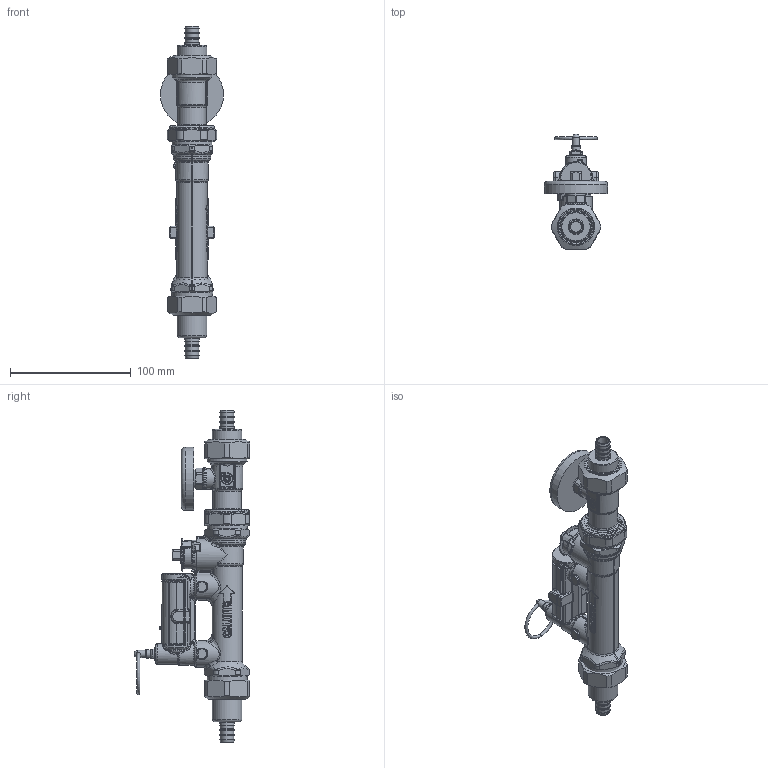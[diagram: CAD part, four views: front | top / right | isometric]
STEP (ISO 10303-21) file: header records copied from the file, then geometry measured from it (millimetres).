
FILE_DESCRIPTION(/* description */ (''),/* implementation_level */ '2;1');
FILE_NAME(/* name */ '132435AFC.stp',/* time_stamp */ '2025-07-16T10:58:53-05:00',/* author */ ('ischreiner'),/* organization */ (''),/* preprocessor_version */ 'ST-DEVELOPER v20',/* originating_system */ 'Autodesk Inventor 2025',/* authorisation */ '');
FILE_SCHEMA (('AUTOMOTIVE_DESIGN { 1 0 10303 214 3 1 1 }'));
Length unit declared in the file: inch
Products named in the file (6):  132435AFC; 132637 - TST; F61008 - 1 inch union nut; F0002151 PEX crimp 0.5 tailpiece; F0015057 PEX crimp 0.5  tailpiece for check; NA10358_Simplify_1
Assembly tree (6 placements, depth 2):
   132435AFC
    132637 - TST
    F61008 - 1 inch union nut  x2
    F0002151 PEX crimp 0.5 tailpiece
    F0015057 PEX crimp 0.5  tailpiece for check
    NA10358_Simplify_1
Bounding box: 52.32 x 95.91 x 274.89 mm (x, y, z)
Volume: 251644.6 mm3; surface area: 74534 mm2
Topology: 12 solids, 12 shells, 2345 faces, 5464 edges, 3071 vertices
Faces by surface type: bspline 1052, cylinder 546, plane 358, sphere 145, torus 136, cone 108
Full cylindrical faces by diameter (mm): 2.5 x1, 3 x1, 3.1 x1, 3.3 x1, 4.1 x1, 4.2 x1, 6 x2, 7 x1, 9.017 x3, 11.176 x7, 11.227 x1, 11.963 x8, 12.954 x1, 13.6 x1, 14.5 x1, 15.24 x1, 15.875 x1, 17 x2, 18 x1, 20.066 x1, 20.091 x2, 20.574 x1, 20.6 x1, 22 x2, 22.7 x2, 23.5 x1, 24 x1, 24.2 x1, 24.384 x1, 24.435 x1
Entity records: 144513 total; most frequent: CARTESIAN_POINT 96202, ORIENTED_EDGE 10546, DIRECTION 8871, EDGE_CURVE 5273, AXIS2_PLACEMENT_3D 3854, VERTEX_POINT 3036, EDGE_LOOP 2407, FACE_OUTER_BOUND 2324
